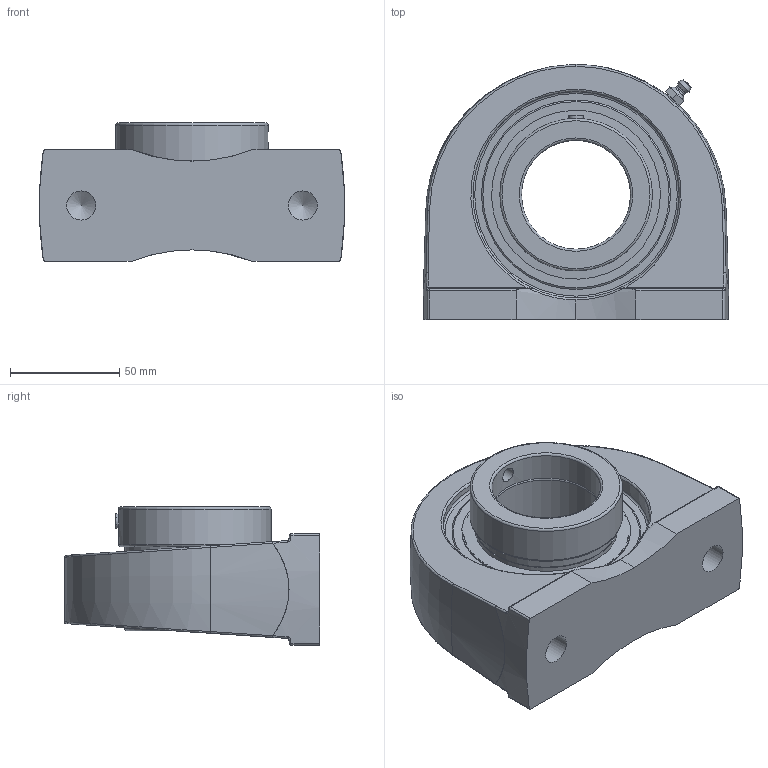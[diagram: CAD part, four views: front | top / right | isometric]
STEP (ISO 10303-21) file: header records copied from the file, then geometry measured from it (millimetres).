
FILE_DESCRIPTION(('HOOPS Exchange Step'),'2;1');
FILE_NAME('export-310ED196-E894-41F8-A97E-8AD9FBD4258E.stp','2019-12-13T15:35:33-08:00',('ibuslach'),('Alibre'),'HOOPS Exchange 2019.2','Alibre','Unknown authorisation');
FILE_SCHEMA( ('AP242_MANAGED_MODEL_BASED_3D_ENGINEERING_MIM_LF {1 0 10303 442 1 1 4 }') );
Length unit declared in the file: centimetre
Products named in the file (8): MRN SPA 210; UCP ZERK 6mm; SNC 210 COLLAR; SNC 210 RACES; SNC 210 SHIELD; SNC 207 SS; MRN SNC 210; MRN SNCPA 210
Assembly tree (8 placements, depth 3):
  MRN SNCPA 210
    MRN SPA 210
    UCP ZERK 6mm
    MRN SNC 210
      SNC 210 COLLAR
      SNC 210 RACES
      SNC 210 SHIELD  x2
      SNC 207 SS
Bounding box: 140 x 117 x 63.39 mm (x, y, z)
Volume: 414697.3 mm3; surface area: 101648.4 mm2
Topology: 8 solids, 8 shells, 199 faces, 520 edges, 327 vertices
Faces by surface type: cylinder 57, plane 50, bspline 30, torus 24, cone 22, sphere 16
Full cylindrical faces by diameter (mm): 2.259 x2, 6 x2, 6.782 x3, 13.386 x2, 50 x2, 59.385 x2, 64.516 x4, 65.278 x2, 69.901 x1, 76.2 x2, 77.47 x2, 94.741 x2
Entity records: 13235 total; most frequent: CARTESIAN_POINT 8423, DIRECTION 987, ORIENTED_EDGE 972, EDGE_CURVE 486, AXIS2_PLACEMENT_3D 428, VERTEX_POINT 313, CIRCLE 228, EDGE_LOOP 215
